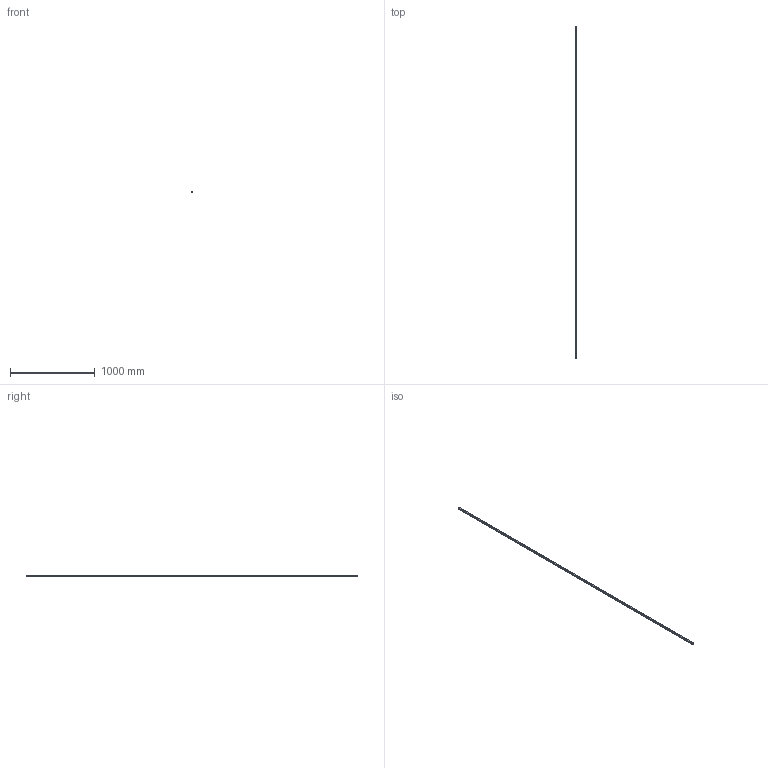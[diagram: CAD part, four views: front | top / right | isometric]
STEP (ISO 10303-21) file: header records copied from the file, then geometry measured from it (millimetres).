
FILE_DESCRIPTION(('STEP AP214'),'1');
FILE_NAME('cctmp_5F8DCD2B-E800-4DDC-9015-4754324C6F03_2021_01_22_14_13_51_0806..stp','2021-01-22T13:13:51',('HIWIN GmbH'),('CADClick - www.CADClick.com'),'Spatial InterOp 3D',' ','unknown authorization');
FILE_SCHEMA(('AUTOMOTIVE_DESIGN'));
Length unit declared in the file: millimetre
Products named in the file (1): HGR20T3910C_FILE
Bounding box: 20 x 3910 x 17.5 mm (x, y, z)
Volume: 1154863.5 mm3; surface area: 311411.8 mm2
Topology: 1 solids, 1 shells, 367 faces, 953 edges, 527 vertices
Faces by surface type: cylinder 152, cone 130, plane 85
Entity records: 13161 total; most frequent: DIRECTION 1863, CARTESIAN_POINT 1718, ORIENTED_EDGE 1646, EDGE_CURVE 823, AXIS2_PLACEMENT_3D 672, VERTEX_POINT 527, LINE 519, VECTOR 519
